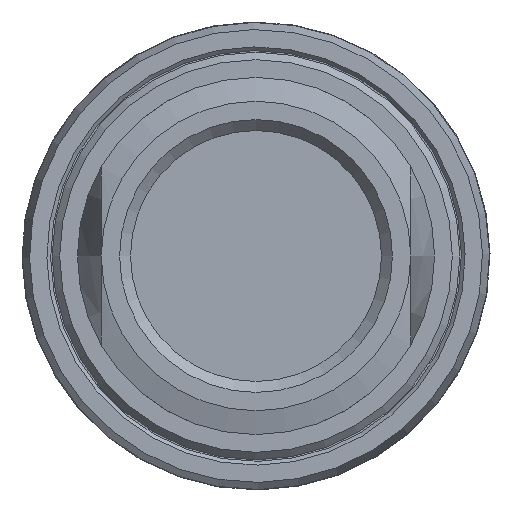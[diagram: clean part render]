
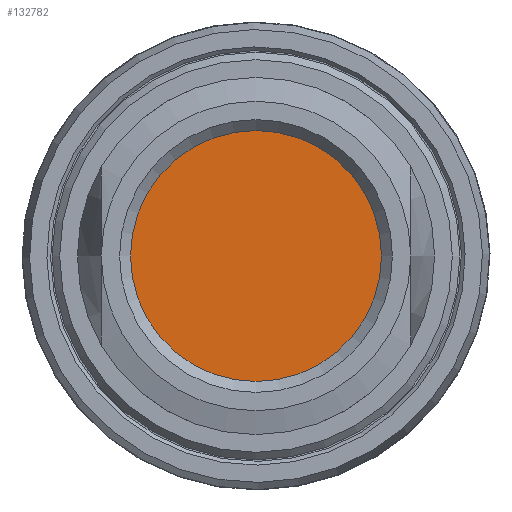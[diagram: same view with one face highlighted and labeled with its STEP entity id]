
A CAD part, left-side view. The second image highlights one B-rep face of the part: STEP entity #132782.
In plain terms, the highlighted planar face has unit normal (-1, 0, 0).
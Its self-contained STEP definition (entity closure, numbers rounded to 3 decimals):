
#132766=CARTESIAN_POINT('',(23.999,8.431,0.0));
#132767=DIRECTION('',(-1.0,0.0,0.0));
#132768=DIRECTION('',(0.0,0.0,1.0));
#132769=AXIS2_PLACEMENT_3D('',#132766,#132767,#132768);
#132770=PLANE('',#132769);
#132771=CARTESIAN_POINT('',(23.999,16.625,0.));
#132772=VERTEX_POINT('',#132771);
#132773=CARTESIAN_POINT('',(23.999,0.0,0.0));
#132774=DIRECTION('',(1.0,0.0,0.0));
#132775=DIRECTION('',(0.0,-1.0,0.0));
#132776=AXIS2_PLACEMENT_3D('',#132773,#132774,#132775);
#132777=CIRCLE('',#132776,16.625);
#132778=EDGE_CURVE('',#132772,#132772,#132777,.T.);
#132779=ORIENTED_EDGE('',*,*,#132778,.F.);
#132780=EDGE_LOOP('',(#132779));
#132781=FACE_OUTER_BOUND('',#132780,.T.);
#132782=ADVANCED_FACE('',(#132781),#132770,.T.);
